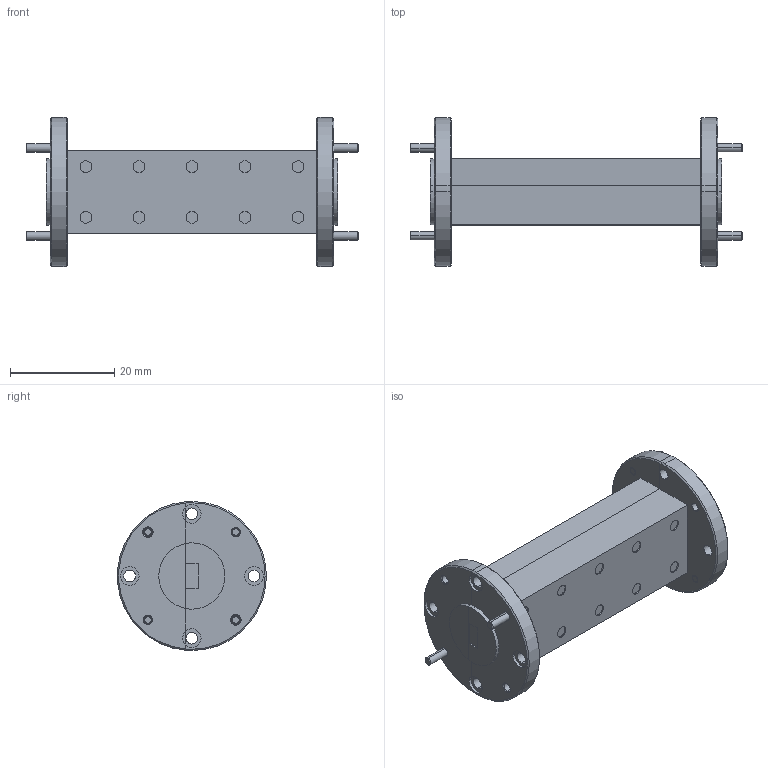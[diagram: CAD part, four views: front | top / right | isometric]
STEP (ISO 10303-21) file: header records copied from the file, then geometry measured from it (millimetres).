
FILE_DESCRIPTION (( 'STEP AP203' ), '1' );
FILE_NAME ('DMWF-19-101-H1 df.STEP', '2019-06-20T16:19:21', ( '' ), ( '' ), 'SwSTEP 2.0', 'SolidWorks 2016', '' );
FILE_SCHEMA (( 'CONFIG_CONTROL_DESIGN' ));
Length unit declared in the file: inch
Products named in the file (1): DMWF-19-101-H1 df
Bounding box: 63.63 x 28.52 x 28.57 mm (x, y, z)
Volume: 13726.2 mm3; surface area: 8875.1 mm2
Topology: 6 solids, 6 shells, 446 faces, 970 edges, 580 vertices
Faces by surface type: cone 158, plane 148, cylinder 140
Entity records: 12511 total; most frequent: CARTESIAN_POINT 2475, DIRECTION 2216, ORIENTED_EDGE 1940, EDGE_CURVE 970, AXIS2_PLACEMENT_3D 885, VERTEX_POINT 580, EDGE_LOOP 522, VECTOR 446
